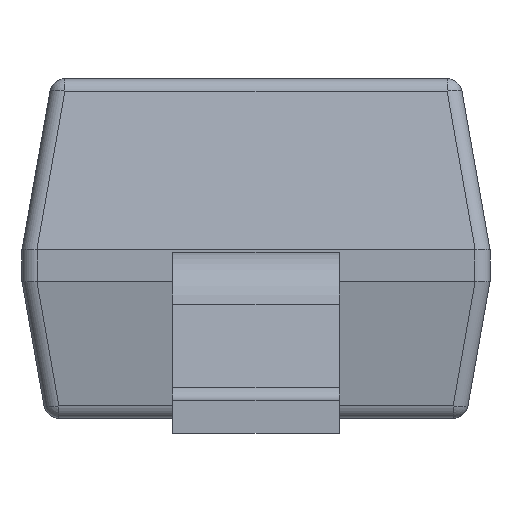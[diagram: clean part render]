
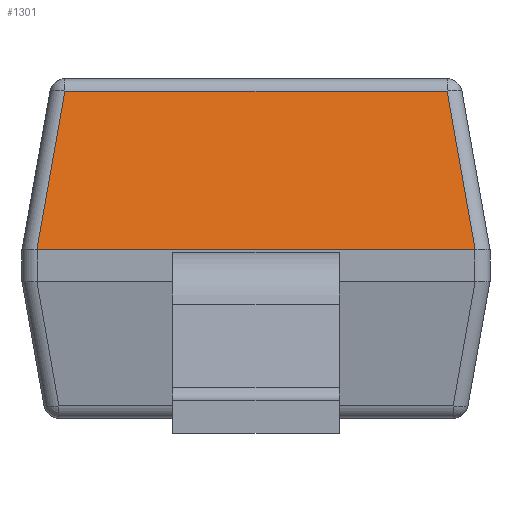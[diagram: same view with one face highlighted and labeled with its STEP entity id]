
A CAD part, front view. The second image highlights one B-rep face of the part: STEP entity #1301.
In plain terms, the highlighted planar face has unit normal (0, -0.985, 0.174).
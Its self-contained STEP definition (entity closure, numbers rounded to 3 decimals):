
#26=ELLIPSE('',#1377,0.288,0.05);
#34=ELLIPSE('',#1412,0.288,0.05);
#151=FACE_OUTER_BOUND('',#224,.T.);
#224=EDGE_LOOP('',(#968,#969,#970,#971,#972,#973));
#286=LINE('',#2011,#408);
#289=LINE('',#2015,#411);
#300=LINE('',#2040,#422);
#321=LINE('',#2088,#443);
#408=VECTOR('',#1619,1.266);
#411=VECTOR('',#1624,0.542);
#422=VECTOR('',#1655,0.542);
#443=VECTOR('',#1708,1.45);
#536=VERTEX_POINT('',#1959);
#541=VERTEX_POINT('',#1969);
#542=VERTEX_POINT('',#1973);
#558=VERTEX_POINT('',#2007);
#562=VERTEX_POINT('',#2039);
#565=VERTEX_POINT('',#2049);
#667=EDGE_CURVE('',#541,#536,#26,.T.);
#685=EDGE_CURVE('',#542,#558,#286,.T.);
#688=EDGE_CURVE('',#558,#541,#289,.T.);
#702=EDGE_CURVE('',#562,#542,#300,.T.);
#708=EDGE_CURVE('',#565,#562,#34,.T.);
#729=EDGE_CURVE('',#565,#536,#321,.T.);
#968=ORIENTED_EDGE('',*,*,#667,.F.);
#969=ORIENTED_EDGE('',*,*,#688,.F.);
#970=ORIENTED_EDGE('',*,*,#685,.F.);
#971=ORIENTED_EDGE('',*,*,#702,.F.);
#972=ORIENTED_EDGE('',*,*,#708,.F.);
#973=ORIENTED_EDGE('',*,*,#729,.T.);
#1188=PLANE('',#1424);
#1301=ADVANCED_FACE('',(#151),#1188,.T.);
#1377=AXIS2_PLACEMENT_3D('',#1971,#1575,#1576);
#1412=AXIS2_PLACEMENT_3D('',#2051,#1666,#1667);
#1424=AXIS2_PLACEMENT_3D('',#2087,#1706,#1707);
#1575=DIRECTION('center_axis',(0.,0.985,-0.174));
#1576=DIRECTION('ref_axis',(0.,-0.174,-0.985));
#1619=DIRECTION('',(1.,0.,0.));
#1624=DIRECTION('',(0.171,-0.171,-0.97));
#1655=DIRECTION('',(0.171,0.171,0.97));
#1666=DIRECTION('center_axis',(0.,0.985,-0.174));
#1667=DIRECTION('ref_axis',(0.,-0.174,-0.985));
#1706=DIRECTION('center_axis',(0.,-0.985,0.174));
#1707=DIRECTION('ref_axis',(0.,-0.174,-0.985));
#1708=DIRECTION('',(1.,0.,0.));
#1959=CARTESIAN_POINT('',(0.725,-1.35,0.608));
#1969=CARTESIAN_POINT('',(0.726,-1.35,0.608));
#1971=CARTESIAN_POINT('Origin',(0.725,-1.3,0.891));
#1973=CARTESIAN_POINT('',(-0.633,-1.257,1.134));
#2007=CARTESIAN_POINT('',(0.633,-1.257,1.134));
#2011=CARTESIAN_POINT('',(0.,-1.257,1.134));
#2015=CARTESIAN_POINT('',(0.638,-1.262,1.107));
#2039=CARTESIAN_POINT('',(-0.726,-1.35,0.608));
#2040=CARTESIAN_POINT('',(-0.638,-1.262,1.107));
#2049=CARTESIAN_POINT('',(-0.725,-1.35,0.608));
#2051=CARTESIAN_POINT('Origin',(-0.725,-1.3,0.891));
#2087=CARTESIAN_POINT('Origin',(0.,-1.3,0.891));
#2088=CARTESIAN_POINT('',(0.,-1.35,0.608));
